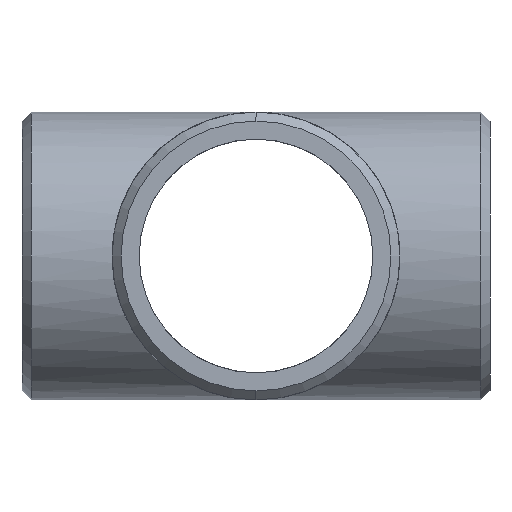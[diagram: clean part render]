
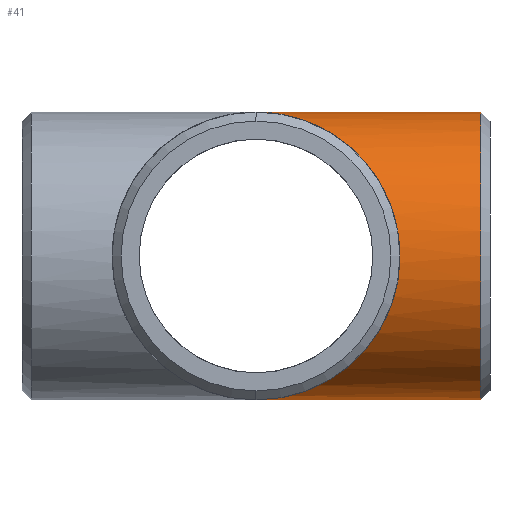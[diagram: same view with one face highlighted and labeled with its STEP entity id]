
A CAD part, left-side view. The second image highlights one B-rep face of the part: STEP entity #41.
In plain terms, the highlighted cylindrical face has radius 109.5 mm (diameter 219 mm), a partial arc.
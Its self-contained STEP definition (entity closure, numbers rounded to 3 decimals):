
#12 = CARTESIAN_POINT ( 'NONE',  ( 0., -178., 0. ) ) ;
#17 = CARTESIAN_POINT ( 'NONE',  ( -219., -219., -109.5 ) ) ;
#41 = ADVANCED_FACE ( 'NONE', ( #325 ), #369, .T. ) ;
#61 = CIRCLE ( 'NONE', #165, 109.5 ) ;
#117 = CARTESIAN_POINT ( 'NONE',  ( 0., -171.127, 109.5 ) ) ;
#128 = EDGE_CURVE ( 'NONE', #246, #606, #573, .T. ) ;
#143 = EDGE_CURVE ( 'NONE', #472, #606, #339, .T. ) ;
#162 = DIRECTION ( 'NONE',  ( 0., 1., 0. ) ) ;
#165 = AXIS2_PLACEMENT_3D ( 'NONE', #643, #162, #222 ) ;
#174 = VECTOR ( 'NONE', #393, 1000. ) ;
#211 = CARTESIAN_POINT ( 'NONE',  ( 0., -178., -109.5 ) ) ;
#222 = DIRECTION ( 'NONE',  ( 0., 0., -1. ) ) ;
#246 = VERTEX_POINT ( 'NONE', #694 ) ;
#260 = ORIENTED_EDGE ( 'NONE', *, *, #128, .F. ) ;
#277 = CARTESIAN_POINT ( 'NONE',  ( -219., -219., 109.5 ) ) ;
#325 = FACE_OUTER_BOUND ( 'NONE', #462, .T. ) ;
#335 = CARTESIAN_POINT ( 'NONE',  ( 0., 0., 109.5 ) ) ;
#339 = LINE ( 'NONE', #388, #174 ) ;
#369 = CYLINDRICAL_SURFACE ( 'NONE', #417, 109.5 ) ;
#388 = CARTESIAN_POINT ( 'NONE',  ( 0., -178., 109.5 ) ) ;
#393 = DIRECTION ( 'NONE',  ( 0., 1., 0. ) ) ;
#394 = DIRECTION ( 'NONE',  ( 0., 1., 0. ) ) ;
#401 = VERTEX_POINT ( 'NONE', #668 ) ;
#417 = AXIS2_PLACEMENT_3D ( 'NONE', #12, #610, #507 ) ;
#445 = CARTESIAN_POINT ( 'NONE',  ( 0., 0., -109.5 ) ) ;
#462 = EDGE_LOOP ( 'NONE', ( #464, #593, #260, #564 ) ) ;
#464 = ORIENTED_EDGE ( 'NONE', *, *, #698, .T. ) ;
#472 = VERTEX_POINT ( 'NONE', #117 ) ;
#491 = CARTESIAN_POINT ( 'NONE',  ( 0., 0., 109.5 ) ) ;
#507 = DIRECTION ( 'NONE',  ( 0., 0., -1. ) ) ;
#523 = LINE ( 'NONE', #211, #612 ) ;
#564 = ORIENTED_EDGE ( 'NONE', *, *, #732, .F. ) ;
#573 =( BOUNDED_CURVE ( )  B_SPLINE_CURVE ( 3, ( #445, #17, #277, #335 ),
 .UNSPECIFIED., .F., .T. ) 
 B_SPLINE_CURVE_WITH_KNOTS ( ( 4, 4 ),
 ( 4.712, 7.854 ),
 .UNSPECIFIED. ) 
 CURVE ( )  GEOMETRIC_REPRESENTATION_ITEM ( )  RATIONAL_B_SPLINE_CURVE ( ( 1., 0.333, 0.333, 1. ) ) 
 REPRESENTATION_ITEM ( '' )  );
#593 = ORIENTED_EDGE ( 'NONE', *, *, #143, .T. ) ;
#606 = VERTEX_POINT ( 'NONE', #491 ) ;
#610 = DIRECTION ( 'NONE',  ( 0., 1., 0. ) ) ;
#612 = VECTOR ( 'NONE', #394, 1000. ) ;
#643 = CARTESIAN_POINT ( 'NONE',  ( 0., -171.127, 0. ) ) ;
#668 = CARTESIAN_POINT ( 'NONE',  ( 0., -171.127, -109.5 ) ) ;
#694 = CARTESIAN_POINT ( 'NONE',  ( 0., 0., -109.5 ) ) ;
#698 = EDGE_CURVE ( 'NONE', #401, #472, #61, .T. ) ;
#732 = EDGE_CURVE ( 'NONE', #401, #246, #523, .T. ) ;
